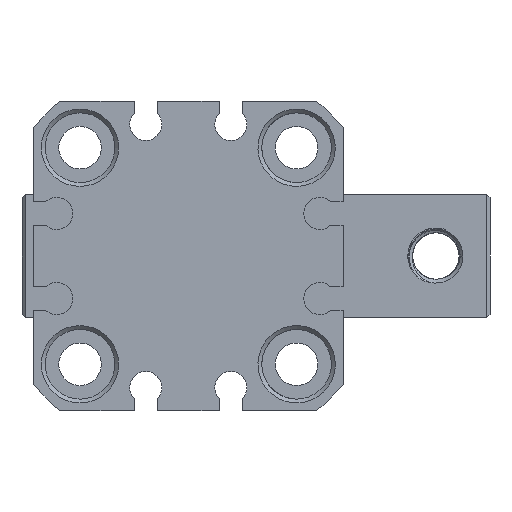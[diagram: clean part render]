
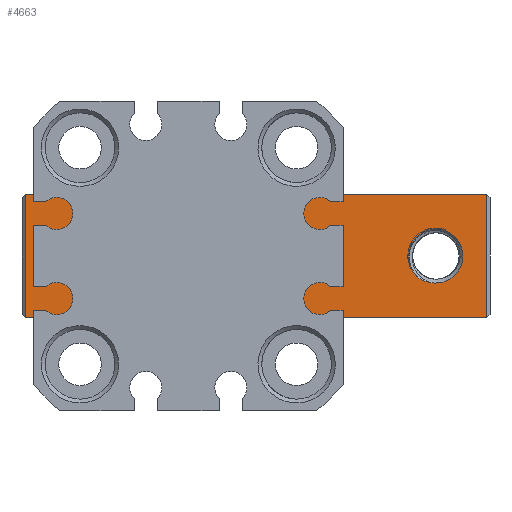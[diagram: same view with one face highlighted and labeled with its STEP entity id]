
A CAD part, front view. The second image highlights one B-rep face of the part: STEP entity #4663.
In plain terms, the highlighted planar face has unit normal (0, -1, 0).
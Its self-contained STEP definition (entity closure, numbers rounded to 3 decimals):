
#37=FACE_BOUND('',#502,.T.);
#38=FACE_BOUND('',#503,.T.);
#39=FACE_BOUND('',#504,.T.);
#40=FACE_BOUND('',#505,.T.);
#77=PLANE('',#4968);
#252=FACE_OUTER_BOUND('',#501,.T.);
#501=EDGE_LOOP('',(#3045,#3046,#3047,#3048));
#502=EDGE_LOOP('',(#3049,#3050,#3051,#3052,#3053));
#503=EDGE_LOOP('',(#3054,#3055));
#504=EDGE_LOOP('',(#3056,#3057));
#505=EDGE_LOOP('',(#3058,#3059));
#779=CIRCLE('',#4942,7.3);
#780=CIRCLE('',#4943,7.3);
#783=CIRCLE('',#4947,2.9);
#784=CIRCLE('',#4948,2.9);
#788=CIRCLE('',#4953,2.9);
#789=CIRCLE('',#4954,2.9);
#795=CIRCLE('',#4969,3.5);
#796=CIRCLE('',#4970,3.5);
#797=CIRCLE('',#4971,3.5);
#1090=B_SPLINE_CURVE_WITH_KNOTS('',3,(#7719,#7720,#7721,#7722,#7723,#7724),
 .UNSPECIFIED.,.F.,.F.,(4,2,4),(-0.154,-0.077,
0.),.UNSPECIFIED.);
#1091=B_SPLINE_CURVE_WITH_KNOTS('',3,(#7726,#7727,#7728,#7729,#7730,#7731),
 .UNSPECIFIED.,.F.,.F.,(4,2,4),(0.,0.079,
0.17),.UNSPECIFIED.);
#1158=LINE('',#7689,#1460);
#1168=LINE('',#7709,#1470);
#1169=LINE('',#7711,#1471);
#1170=LINE('',#7712,#1472);
#1460=VECTOR('',#5605,1000.);
#1470=VECTOR('',#5621,1000.);
#1471=VECTOR('',#5622,1000.);
#1472=VECTOR('',#5623,1000.);
#1780=VERTEX_POINT('',#7566);
#1781=VERTEX_POINT('',#7568);
#1785=VERTEX_POINT('',#7577);
#1786=VERTEX_POINT('',#7579);
#1790=VERTEX_POINT('',#7589);
#1791=VERTEX_POINT('',#7591);
#1796=VERTEX_POINT('',#7685);
#1798=VERTEX_POINT('',#7688);
#1805=VERTEX_POINT('',#7708);
#1806=VERTEX_POINT('',#7710);
#1807=VERTEX_POINT('',#7713);
#1808=VERTEX_POINT('',#7714);
#1809=VERTEX_POINT('',#7716);
#1810=VERTEX_POINT('',#7718);
#1811=VERTEX_POINT('',#7725);
#2272=EDGE_CURVE('',#1780,#1781,#779,.T.);
#2273=EDGE_CURVE('',#1781,#1780,#780,.T.);
#2277=EDGE_CURVE('',#1785,#1786,#783,.T.);
#2278=EDGE_CURVE('',#1786,#1785,#784,.T.);
#2283=EDGE_CURVE('',#1790,#1791,#788,.T.);
#2284=EDGE_CURVE('',#1791,#1790,#789,.T.);
#2297=EDGE_CURVE('',#1798,#1796,#1158,.T.);
#2307=EDGE_CURVE('',#1805,#1796,#1168,.T.);
#2308=EDGE_CURVE('',#1806,#1805,#1169,.T.);
#2309=EDGE_CURVE('',#1798,#1806,#1170,.T.);
#2310=EDGE_CURVE('',#1807,#1808,#795,.T.);
#2311=EDGE_CURVE('',#1809,#1807,#796,.T.);
#2312=EDGE_CURVE('',#1809,#1810,#1090,.T.);
#2313=EDGE_CURVE('',#1811,#1810,#1091,.T.);
#2314=EDGE_CURVE('',#1808,#1811,#797,.T.);
#3045=ORIENTED_EDGE('',*,*,#2297,.T.);
#3046=ORIENTED_EDGE('',*,*,#2307,.F.);
#3047=ORIENTED_EDGE('',*,*,#2308,.F.);
#3048=ORIENTED_EDGE('',*,*,#2309,.F.);
#3049=ORIENTED_EDGE('',*,*,#2310,.F.);
#3050=ORIENTED_EDGE('',*,*,#2311,.F.);
#3051=ORIENTED_EDGE('',*,*,#2312,.T.);
#3052=ORIENTED_EDGE('',*,*,#2313,.F.);
#3053=ORIENTED_EDGE('',*,*,#2314,.F.);
#3054=ORIENTED_EDGE('',*,*,#2273,.F.);
#3055=ORIENTED_EDGE('',*,*,#2272,.F.);
#3056=ORIENTED_EDGE('',*,*,#2278,.F.);
#3057=ORIENTED_EDGE('',*,*,#2277,.F.);
#3058=ORIENTED_EDGE('',*,*,#2284,.F.);
#3059=ORIENTED_EDGE('',*,*,#2283,.F.);
#4663=ADVANCED_FACE('',(#252,#37,#38,#39,#40),#77,.F.);
#4942=AXIS2_PLACEMENT_3D('',#7569,#5550,#5551);
#4943=AXIS2_PLACEMENT_3D('',#7570,#5552,#5553);
#4947=AXIS2_PLACEMENT_3D('',#7580,#5561,#5562);
#4948=AXIS2_PLACEMENT_3D('',#7581,#5563,#5564);
#4953=AXIS2_PLACEMENT_3D('',#7592,#5574,#5575);
#4954=AXIS2_PLACEMENT_3D('',#7593,#5576,#5577);
#4968=AXIS2_PLACEMENT_3D('',#7707,#5619,#5620);
#4969=AXIS2_PLACEMENT_3D('',#7715,#5624,#5625);
#4970=AXIS2_PLACEMENT_3D('',#7717,#5626,#5627);
#4971=AXIS2_PLACEMENT_3D('',#7732,#5628,#5629);
#5550=DIRECTION('center_axis',(0.,-1.,0.));
#5551=DIRECTION('ref_axis',(0.,0.,1.));
#5552=DIRECTION('center_axis',(0.,-1.,0.));
#5553=DIRECTION('ref_axis',(0.,0.,1.));
#5561=DIRECTION('center_axis',(0.,-1.,0.));
#5562=DIRECTION('ref_axis',(0.,0.,1.));
#5563=DIRECTION('center_axis',(0.,-1.,0.));
#5564=DIRECTION('ref_axis',(0.,0.,1.));
#5574=DIRECTION('center_axis',(0.,-1.,0.));
#5575=DIRECTION('ref_axis',(0.,0.,1.));
#5576=DIRECTION('center_axis',(0.,-1.,0.));
#5577=DIRECTION('ref_axis',(0.,0.,1.));
#5605=DIRECTION('',(-1.,0.,0.));
#5619=DIRECTION('center_axis',(0.,1.,0.));
#5620=DIRECTION('ref_axis',(1.,0.,0.));
#5621=DIRECTION('',(0.,0.,1.));
#5622=DIRECTION('',(-1.,0.,0.));
#5623=DIRECTION('',(0.,0.,-1.));
#5624=DIRECTION('center_axis',(0.,-1.,0.));
#5625=DIRECTION('ref_axis',(-1.,0.,0.));
#5626=DIRECTION('center_axis',(0.,-1.,0.));
#5627=DIRECTION('ref_axis',(-1.,0.,0.));
#5628=DIRECTION('center_axis',(0.,-1.,0.));
#5629=DIRECTION('ref_axis',(-1.,0.,0.));
#7566=CARTESIAN_POINT('',(46.278,8.177,-8.386));
#7568=CARTESIAN_POINT('',(46.278,8.177,6.214));
#7569=CARTESIAN_POINT('Origin',(46.278,8.177,-1.086));
#7570=CARTESIAN_POINT('Origin',(46.278,8.177,-1.086));
#7577=CARTESIAN_POINT('',(62.278,8.177,-3.986));
#7579=CARTESIAN_POINT('',(62.278,8.177,1.814));
#7580=CARTESIAN_POINT('Origin',(62.278,8.177,-1.086));
#7581=CARTESIAN_POINT('Origin',(62.278,8.177,-1.086));
#7589=CARTESIAN_POINT('',(30.278,8.177,-3.986));
#7591=CARTESIAN_POINT('',(30.278,8.177,1.814));
#7592=CARTESIAN_POINT('Origin',(30.278,8.177,-1.086));
#7593=CARTESIAN_POINT('Origin',(30.278,8.177,-1.086));
#7685=CARTESIAN_POINT('',(25.278,8.177,6.914));
#7688=CARTESIAN_POINT('',(84.778,8.177,6.914));
#7689=CARTESIAN_POINT('',(55.028,8.177,6.914));
#7707=CARTESIAN_POINT('Origin',(55.028,8.177,-9.086));
#7708=CARTESIAN_POINT('',(25.278,8.177,-9.086));
#7709=CARTESIAN_POINT('',(25.278,8.177,-9.086));
#7710=CARTESIAN_POINT('',(84.778,8.177,-9.086));
#7711=CARTESIAN_POINT('',(55.028,8.177,-9.086));
#7712=CARTESIAN_POINT('',(84.778,8.177,-9.086));
#7713=CARTESIAN_POINT('',(81.778,8.177,-1.086));
#7714=CARTESIAN_POINT('',(74.778,8.177,-1.086));
#7715=CARTESIAN_POINT('Origin',(78.278,8.177,-1.086));
#7716=CARTESIAN_POINT('',(77.505,8.177,-4.5));
#7717=CARTESIAN_POINT('Origin',(78.278,8.177,-1.086));
#7718=CARTESIAN_POINT('',(76.08,8.177,-3.964));
#7719=CARTESIAN_POINT('Ctrl Pts',(77.505,8.177,-4.5));
#7720=CARTESIAN_POINT('Ctrl Pts',(77.252,8.177,-4.464));
#7721=CARTESIAN_POINT('Ctrl Pts',(77.003,8.177,-4.4));
#7722=CARTESIAN_POINT('Ctrl Pts',(76.524,8.177,-4.219));
#7723=CARTESIAN_POINT('Ctrl Pts',(76.295,8.177,-4.103));
#7724=CARTESIAN_POINT('Ctrl Pts',(76.08,8.177,-3.964));
#7725=CARTESIAN_POINT('',(75.166,8.177,-2.688));
#7726=CARTESIAN_POINT('Ctrl Pts',(75.166,8.177,-2.688));
#7727=CARTESIAN_POINT('Ctrl Pts',(75.267,8.177,-2.931));
#7728=CARTESIAN_POINT('Ctrl Pts',(75.396,8.177,-3.162));
#7729=CARTESIAN_POINT('Ctrl Pts',(75.726,8.177,-3.622));
#7730=CARTESIAN_POINT('Ctrl Pts',(75.913,8.177,-3.815));
#7731=CARTESIAN_POINT('Ctrl Pts',(76.08,8.177,-3.964));
#7732=CARTESIAN_POINT('Origin',(78.278,8.177,-1.086));
